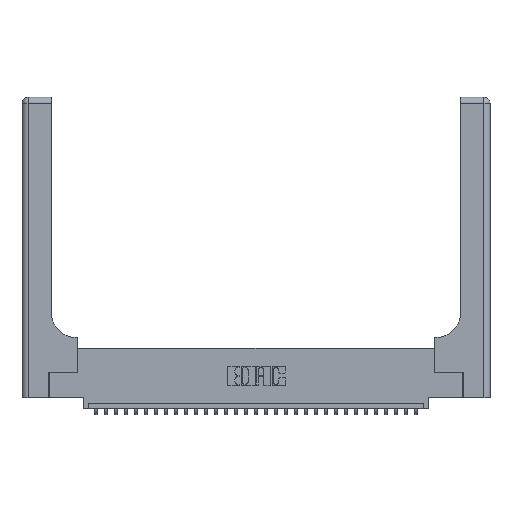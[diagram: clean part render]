
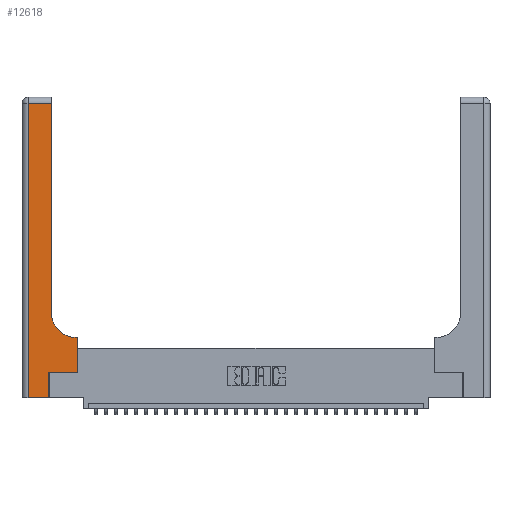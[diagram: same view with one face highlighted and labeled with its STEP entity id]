
A CAD part, top view. The second image highlights one B-rep face of the part: STEP entity #12618.
In plain terms, the highlighted planar face has unit normal (0, 0, 1).
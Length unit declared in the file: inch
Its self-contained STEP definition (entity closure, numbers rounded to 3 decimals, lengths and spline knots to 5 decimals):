
#153 = EDGE_CURVE ( 'NONE', #31192, #10304, #4902, .T. ) ;
#2165 = CARTESIAN_POINT ( 'NONE',  ( 0.06, 2.94, 0.37 ) ) ;
#2330 = CARTESIAN_POINT ( 'NONE',  ( 0.5585, 0.25, 0.37 ) ) ;
#2391 = CARTESIAN_POINT ( 'NONE',  ( 0., 2.94, 0.37 ) ) ;
#2489 = ORIENTED_EDGE ( 'NONE', *, *, #2916, .T. ) ;
#2545 = CARTESIAN_POINT ( 'NONE',  ( 0.269, 0.25, 0.37 ) ) ;
#2916 = EDGE_CURVE ( 'NONE', #28761, #6796, #10022, .T. ) ;
#2976 = VERTEX_POINT ( 'NONE', #13285 ) ;
#3027 = LINE ( 'NONE', #2330, #19757 ) ;
#3144 = AXIS2_PLACEMENT_3D ( 'NONE', #27524, #19914, #18074 ) ;
#3522 = ORIENTED_EDGE ( 'NONE', *, *, #22420, .T. ) ;
#4090 = DIRECTION ( 'NONE',  ( 0., 1., 0. ) ) ;
#4386 = CIRCLE ( 'NONE', #3144, 0.25 ) ;
#4902 = LINE ( 'NONE', #2391, #24980 ) ;
#5411 = EDGE_CURVE ( 'NONE', #15690, #28472, #10919, .T. ) ;
#6796 = VERTEX_POINT ( 'NONE', #30634 ) ;
#7344 = CARTESIAN_POINT ( 'NONE',  ( 0.269, 0., 0.37 ) ) ;
#8762 = ORIENTED_EDGE ( 'NONE', *, *, #26558, .T. ) ;
#8954 = FACE_OUTER_BOUND ( 'NONE', #11314, .T. ) ;
#9310 = DIRECTION ( 'NONE',  ( 1., 0., 0. ) ) ;
#9509 = DIRECTION ( 'NONE',  ( -1., 0., 0. ) ) ;
#10022 = LINE ( 'NONE', #28413, #29715 ) ;
#10049 = CARTESIAN_POINT ( 'NONE',  ( 0.06, 3., 0.37 ) ) ;
#10304 = VERTEX_POINT ( 'NONE', #2165 ) ;
#10607 = CARTESIAN_POINT ( 'NONE',  ( 0., 3., 0.37 ) ) ;
#10809 = DIRECTION ( 'NONE',  ( 1., 0., 0. ) ) ;
#10852 = CARTESIAN_POINT ( 'NONE',  ( 0.269, 0., 0.37 ) ) ;
#10919 = LINE ( 'NONE', #11824, #23068 ) ;
#11314 = EDGE_LOOP ( 'NONE', ( #15993, #24394, #27802, #8762, #11393, #2489, #23867, #18302, #3522 ) ) ;
#11341 = VECTOR ( 'NONE', #10809, 39.37008 ) ;
#11393 = ORIENTED_EDGE ( 'NONE', *, *, #28724, .T. ) ;
#11628 = VERTEX_POINT ( 'NONE', #28275 ) ;
#11824 = CARTESIAN_POINT ( 'NONE',  ( 0.2915, 0.6, 0.37 ) ) ;
#12618 = ADVANCED_FACE ( 'NONE', ( #8954 ), #25143, .F. ) ;
#13285 = CARTESIAN_POINT ( 'NONE',  ( 0.06, 0., 0.37 ) ) ;
#14410 = LINE ( 'NONE', #22917, #11341 ) ;
#15161 = EDGE_CURVE ( 'NONE', #10304, #2976, #19391, .T. ) ;
#15690 = VERTEX_POINT ( 'NONE', #19822 ) ;
#15993 = ORIENTED_EDGE ( 'NONE', *, *, #29879, .T. ) ;
#16740 = LINE ( 'NONE', #7344, #26180 ) ;
#17087 = DIRECTION ( 'NONE',  ( 0., -1., 0. ) ) ;
#17840 = VECTOR ( 'NONE', #17087, 39.37008 ) ;
#18074 = DIRECTION ( 'NONE',  ( 1., 0., 0. ) ) ;
#18302 = ORIENTED_EDGE ( 'NONE', *, *, #5411, .T. ) ;
#18981 = VERTEX_POINT ( 'NONE', #10852 ) ;
#19391 = LINE ( 'NONE', #10049, #17840 ) ;
#19757 = VECTOR ( 'NONE', #31472, 39.37008 ) ;
#19822 = CARTESIAN_POINT ( 'NONE',  ( 0.5585, 0.6, 0.37 ) ) ;
#19914 = DIRECTION ( 'NONE',  ( 0., 0., -1. ) ) ;
#20455 = VECTOR ( 'NONE', #4090, 39.37008 ) ;
#20536 = CARTESIAN_POINT ( 'NONE',  ( 0.5415, 0.6, 0.37 ) ) ;
#21765 = CARTESIAN_POINT ( 'NONE',  ( 0.2915, 2.94, 0.37 ) ) ;
#22420 = EDGE_CURVE ( 'NONE', #28472, #11628, #4386, .T. ) ;
#22917 = CARTESIAN_POINT ( 'NONE',  ( 0., 0., 0.37 ) ) ;
#23068 = VECTOR ( 'NONE', #26573, 39.37008 ) ;
#23185 = CARTESIAN_POINT ( 'NONE',  ( 0.2915, 3., 0.37 ) ) ;
#23867 = ORIENTED_EDGE ( 'NONE', *, *, #28688, .T. ) ;
#24394 = ORIENTED_EDGE ( 'NONE', *, *, #153, .T. ) ;
#24980 = VECTOR ( 'NONE', #9509, 39.37008 ) ;
#25143 = PLANE ( 'NONE',  #26766 ) ;
#26180 = VECTOR ( 'NONE', #31376, 39.37008 ) ;
#26558 = EDGE_CURVE ( 'NONE', #2976, #18981, #14410, .T. ) ;
#26573 = DIRECTION ( 'NONE',  ( -1., 0., 0. ) ) ;
#26766 = AXIS2_PLACEMENT_3D ( 'NONE', #10607, #27619, #30000 ) ;
#26893 = LINE ( 'NONE', #23185, #20455 ) ;
#27524 = CARTESIAN_POINT ( 'NONE',  ( 0.5415, 0.85, 0.37 ) ) ;
#27619 = DIRECTION ( 'NONE',  ( 0., 0., -1. ) ) ;
#27802 = ORIENTED_EDGE ( 'NONE', *, *, #15161, .T. ) ;
#28275 = CARTESIAN_POINT ( 'NONE',  ( 0.2915, 0.85, 0.37 ) ) ;
#28413 = CARTESIAN_POINT ( 'NONE',  ( 0.269, 0.25, 0.37 ) ) ;
#28472 = VERTEX_POINT ( 'NONE', #20536 ) ;
#28688 = EDGE_CURVE ( 'NONE', #6796, #15690, #3027, .T. ) ;
#28724 = EDGE_CURVE ( 'NONE', #18981, #28761, #16740, .T. ) ;
#28761 = VERTEX_POINT ( 'NONE', #2545 ) ;
#29715 = VECTOR ( 'NONE', #9310, 39.37008 ) ;
#29879 = EDGE_CURVE ( 'NONE', #11628, #31192, #26893, .T. ) ;
#30000 = DIRECTION ( 'NONE',  ( -1., 0., 0. ) ) ;
#30634 = CARTESIAN_POINT ( 'NONE',  ( 0.5585, 0.25, 0.37 ) ) ;
#31192 = VERTEX_POINT ( 'NONE', #21765 ) ;
#31376 = DIRECTION ( 'NONE',  ( 0., 1., 0. ) ) ;
#31472 = DIRECTION ( 'NONE',  ( 0., 1., 0. ) ) ;
